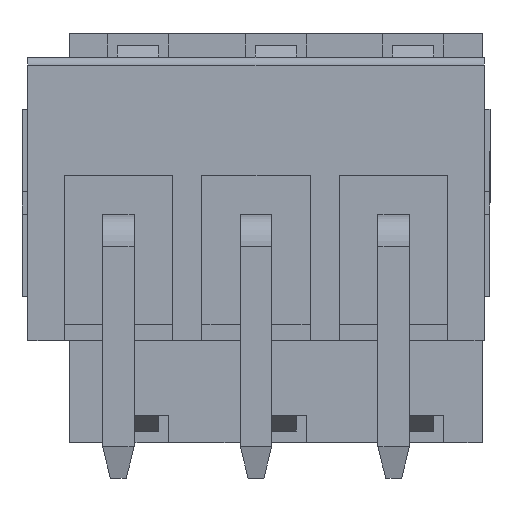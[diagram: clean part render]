
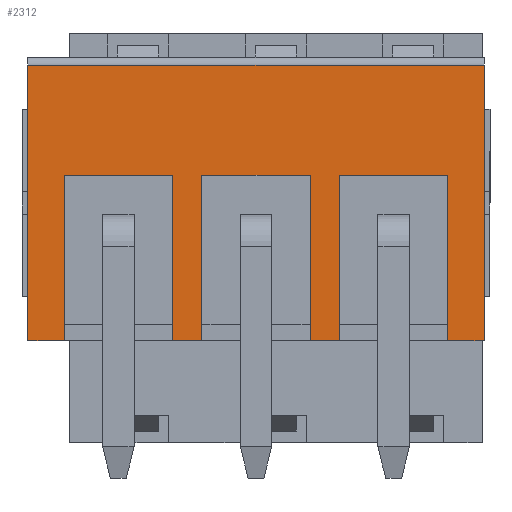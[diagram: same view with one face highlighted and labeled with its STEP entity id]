
A CAD part, left-side view. The second image highlights one B-rep face of the part: STEP entity #2312.
In plain terms, the highlighted face is planar.
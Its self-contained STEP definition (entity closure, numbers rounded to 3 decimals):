
#1625 = VERTEX_POINT('',#1626);
#1626 = CARTESIAN_POINT('',(5.8,-3.6,-4.6));
#1632 = EDGE_CURVE('',#1625,#1633,#1635,.T.);
#1633 = VERTEX_POINT('',#1634);
#1634 = CARTESIAN_POINT('',(5.8,3.4,-4.6));
#1635 = LINE('',#1636,#1637);
#1636 = CARTESIAN_POINT('',(5.8,-3.6,-4.6));
#1637 = VECTOR('',#1638,1.);
#1638 = DIRECTION('',(0.,1.,0.));
#1883 = VERTEX_POINT('',#1884);
#1884 = CARTESIAN_POINT('',(-5.8,3.4,-4.6));
#1890 = EDGE_CURVE('',#1891,#1883,#1893,.T.);
#1891 = VERTEX_POINT('',#1892);
#1892 = CARTESIAN_POINT('',(-5.8,-3.6,-4.6));
#1893 = LINE('',#1894,#1895);
#1894 = CARTESIAN_POINT('',(-5.8,-3.6,-4.6));
#1895 = VECTOR('',#1896,1.);
#1896 = DIRECTION('',(0.,1.,0.));
#2312 = ADVANCED_FACE('',(#2313),#2425,.F.);
#2313 = FACE_BOUND('',#2314,.T.);
#2314 = EDGE_LOOP('',(#2315,#2316,#2322,#2323,#2331,#2339,#2347,#2355,
    #2363,#2371,#2379,#2387,#2395,#2403,#2411,#2419));
#2315 = ORIENTED_EDGE('',*,*,#1890,.T.);
#2316 = ORIENTED_EDGE('',*,*,#2317,.T.);
#2317 = EDGE_CURVE('',#1883,#1633,#2318,.T.);
#2318 = LINE('',#2319,#2320);
#2319 = CARTESIAN_POINT('',(-10.752,3.4,-4.6));
#2320 = VECTOR('',#2321,1.);
#2321 = DIRECTION('',(1.,0.,0.));
#2322 = ORIENTED_EDGE('',*,*,#1632,.F.);
#2323 = ORIENTED_EDGE('',*,*,#2324,.T.);
#2324 = EDGE_CURVE('',#1625,#2325,#2327,.T.);
#2325 = VERTEX_POINT('',#2326);
#2326 = CARTESIAN_POINT('',(4.875,-3.6,-4.6));
#2327 = LINE('',#2328,#2329);
#2328 = CARTESIAN_POINT('',(5.8,-3.6,-4.6));
#2329 = VECTOR('',#2330,1.);
#2330 = DIRECTION('',(-1.,0.,0.));
#2331 = ORIENTED_EDGE('',*,*,#2332,.T.);
#2332 = EDGE_CURVE('',#2325,#2333,#2335,.T.);
#2333 = VERTEX_POINT('',#2334);
#2334 = CARTESIAN_POINT('',(4.875,0.6,-4.6));
#2335 = LINE('',#2336,#2337);
#2336 = CARTESIAN_POINT('',(4.875,-3.6,-4.6));
#2337 = VECTOR('',#2338,1.);
#2338 = DIRECTION('',(0.,1.,0.));
#2339 = ORIENTED_EDGE('',*,*,#2340,.F.);
#2340 = EDGE_CURVE('',#2341,#2333,#2343,.T.);
#2341 = VERTEX_POINT('',#2342);
#2342 = CARTESIAN_POINT('',(2.125,0.6,-4.6));
#2343 = LINE('',#2344,#2345);
#2344 = CARTESIAN_POINT('',(2.125,0.6,-4.6));
#2345 = VECTOR('',#2346,1.);
#2346 = DIRECTION('',(1.,0.,0.));
#2347 = ORIENTED_EDGE('',*,*,#2348,.F.);
#2348 = EDGE_CURVE('',#2349,#2341,#2351,.T.);
#2349 = VERTEX_POINT('',#2350);
#2350 = CARTESIAN_POINT('',(2.125,-3.6,-4.6));
#2351 = LINE('',#2352,#2353);
#2352 = CARTESIAN_POINT('',(2.125,-3.6,-4.6));
#2353 = VECTOR('',#2354,1.);
#2354 = DIRECTION('',(0.,1.,0.));
#2355 = ORIENTED_EDGE('',*,*,#2356,.T.);
#2356 = EDGE_CURVE('',#2349,#2357,#2359,.T.);
#2357 = VERTEX_POINT('',#2358);
#2358 = CARTESIAN_POINT('',(1.375,-3.6,-4.6));
#2359 = LINE('',#2360,#2361);
#2360 = CARTESIAN_POINT('',(5.8,-3.6,-4.6));
#2361 = VECTOR('',#2362,1.);
#2362 = DIRECTION('',(-1.,0.,0.));
#2363 = ORIENTED_EDGE('',*,*,#2364,.T.);
#2364 = EDGE_CURVE('',#2357,#2365,#2367,.T.);
#2365 = VERTEX_POINT('',#2366);
#2366 = CARTESIAN_POINT('',(1.375,0.6,-4.6));
#2367 = LINE('',#2368,#2369);
#2368 = CARTESIAN_POINT('',(1.375,-3.6,-4.6));
#2369 = VECTOR('',#2370,1.);
#2370 = DIRECTION('',(0.,1.,0.));
#2371 = ORIENTED_EDGE('',*,*,#2372,.F.);
#2372 = EDGE_CURVE('',#2373,#2365,#2375,.T.);
#2373 = VERTEX_POINT('',#2374);
#2374 = CARTESIAN_POINT('',(-1.375,0.6,-4.6));
#2375 = LINE('',#2376,#2377);
#2376 = CARTESIAN_POINT('',(-1.375,0.6,-4.6));
#2377 = VECTOR('',#2378,1.);
#2378 = DIRECTION('',(1.,0.,0.));
#2379 = ORIENTED_EDGE('',*,*,#2380,.F.);
#2380 = EDGE_CURVE('',#2381,#2373,#2383,.T.);
#2381 = VERTEX_POINT('',#2382);
#2382 = CARTESIAN_POINT('',(-1.375,-3.6,-4.6));
#2383 = LINE('',#2384,#2385);
#2384 = CARTESIAN_POINT('',(-1.375,-3.6,-4.6));
#2385 = VECTOR('',#2386,1.);
#2386 = DIRECTION('',(0.,1.,0.));
#2387 = ORIENTED_EDGE('',*,*,#2388,.T.);
#2388 = EDGE_CURVE('',#2381,#2389,#2391,.T.);
#2389 = VERTEX_POINT('',#2390);
#2390 = CARTESIAN_POINT('',(-2.125,-3.6,-4.6));
#2391 = LINE('',#2392,#2393);
#2392 = CARTESIAN_POINT('',(5.8,-3.6,-4.6));
#2393 = VECTOR('',#2394,1.);
#2394 = DIRECTION('',(-1.,0.,0.));
#2395 = ORIENTED_EDGE('',*,*,#2396,.T.);
#2396 = EDGE_CURVE('',#2389,#2397,#2399,.T.);
#2397 = VERTEX_POINT('',#2398);
#2398 = CARTESIAN_POINT('',(-2.125,0.6,-4.6));
#2399 = LINE('',#2400,#2401);
#2400 = CARTESIAN_POINT('',(-2.125,-3.6,-4.6));
#2401 = VECTOR('',#2402,1.);
#2402 = DIRECTION('',(0.,1.,0.));
#2403 = ORIENTED_EDGE('',*,*,#2404,.F.);
#2404 = EDGE_CURVE('',#2405,#2397,#2407,.T.);
#2405 = VERTEX_POINT('',#2406);
#2406 = CARTESIAN_POINT('',(-4.875,0.6,-4.6));
#2407 = LINE('',#2408,#2409);
#2408 = CARTESIAN_POINT('',(-4.875,0.6,-4.6));
#2409 = VECTOR('',#2410,1.);
#2410 = DIRECTION('',(1.,0.,0.));
#2411 = ORIENTED_EDGE('',*,*,#2412,.F.);
#2412 = EDGE_CURVE('',#2413,#2405,#2415,.T.);
#2413 = VERTEX_POINT('',#2414);
#2414 = CARTESIAN_POINT('',(-4.875,-3.6,-4.6));
#2415 = LINE('',#2416,#2417);
#2416 = CARTESIAN_POINT('',(-4.875,-3.6,-4.6));
#2417 = VECTOR('',#2418,1.);
#2418 = DIRECTION('',(0.,1.,0.));
#2419 = ORIENTED_EDGE('',*,*,#2420,.T.);
#2420 = EDGE_CURVE('',#2413,#1891,#2421,.T.);
#2421 = LINE('',#2422,#2423);
#2422 = CARTESIAN_POINT('',(5.8,-3.6,-4.6));
#2423 = VECTOR('',#2424,1.);
#2424 = DIRECTION('',(-1.,0.,0.));
#2425 = PLANE('',#2426);
#2426 = AXIS2_PLACEMENT_3D('',#2427,#2428,#2429);
#2427 = CARTESIAN_POINT('',(5.8,-3.6,-4.6));
#2428 = DIRECTION('',(0.,0.,1.));
#2429 = DIRECTION('',(1.,0.,-0.));
